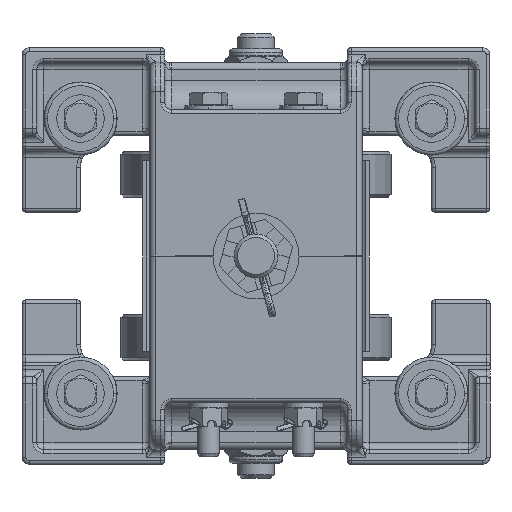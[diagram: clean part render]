
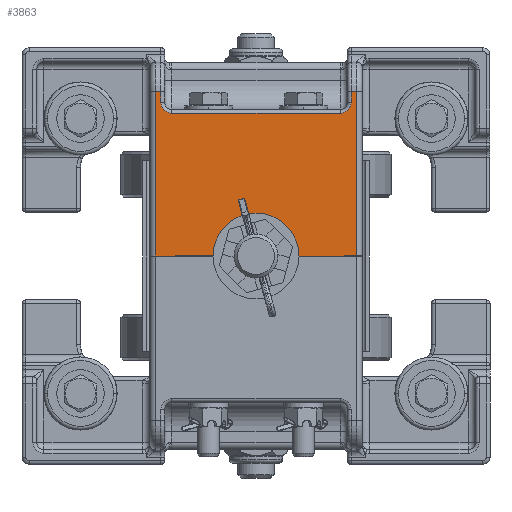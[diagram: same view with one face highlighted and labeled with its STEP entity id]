
A CAD part, front view. The second image highlights one B-rep face of the part: STEP entity #3863.
In plain terms, the highlighted face is planar.
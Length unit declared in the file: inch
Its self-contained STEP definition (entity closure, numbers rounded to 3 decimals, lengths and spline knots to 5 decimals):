
#2055=CARTESIAN_POINT('',(0.39062,1.78125,-4.5823));
#2056=VERTEX_POINT('',#2055);
#2065=CARTESIAN_POINT('',(-0.39063,1.78125,-4.5823));
#2066=VERTEX_POINT('',#2065);
#2067=CARTESIAN_POINT('',(0.,1.78125,-4.5823));
#2068=DIRECTION('',(0.0,0.0,1.0));
#2069=DIRECTION('',(1.0,0.0,0.0));
#2070=AXIS2_PLACEMENT_3D('',#2067,#2068,#2069);
#2071=CIRCLE('',#2070,0.39063);
#2072=EDGE_CURVE('',#2066,#2056,#2071,.T.);
#2145=CARTESIAN_POINT('',(-1.71875,1.78125,-4.5823));
#2146=VERTEX_POINT('',#2145);
#2147=CARTESIAN_POINT('',(-0.39063,1.78125,-4.5823));
#2148=DIRECTION('',(-1.0,0.0,0.0));
#2149=VECTOR('',#2148,1.32813);
#2150=LINE('',#2147,#2149);
#2151=EDGE_CURVE('',#2066,#2146,#2150,.T.);
#2735=CARTESIAN_POINT('',(1.625,-1.03125,-4.5823));
#2736=VERTEX_POINT('',#2735);
#2793=CARTESIAN_POINT('',(1.625,-0.84375,-4.5823));
#2794=VERTEX_POINT('',#2793);
#2802=CARTESIAN_POINT('',(1.625,-0.84375,-4.5823));
#2803=DIRECTION('',(0.0,-1.0,0.0));
#2804=VECTOR('',#2803,0.1875);
#2805=LINE('',#2802,#2804);
#2806=EDGE_CURVE('',#2794,#2736,#2805,.T.);
#2859=CARTESIAN_POINT('',(1.4375,-0.65625,-4.5823));
#2860=VERTEX_POINT('',#2859);
#2868=CARTESIAN_POINT('',(1.4375,-0.84375,-4.5823));
#2869=DIRECTION('',(0.,0.,-1.));
#2870=DIRECTION('',(0.707,0.707,0.));
#2871=AXIS2_PLACEMENT_3D('',#2868,#2869,#2870);
#2872=CIRCLE('',#2871,0.1875);
#2873=EDGE_CURVE('',#2860,#2794,#2872,.T.);
#2923=CARTESIAN_POINT('',(-1.4375,-0.65625,-4.5823));
#2924=VERTEX_POINT('',#2923);
#2932=CARTESIAN_POINT('',(-1.4375,-0.65625,-4.5823));
#2933=DIRECTION('',(1.0,0.0,0.0));
#2934=VECTOR('',#2933,2.875);
#2935=LINE('',#2932,#2934);
#2936=EDGE_CURVE('',#2924,#2860,#2935,.T.);
#2955=CARTESIAN_POINT('',(-1.625,-0.84375,-4.5823));
#2956=VERTEX_POINT('',#2955);
#2964=CARTESIAN_POINT('',(-1.4375,-0.84375,-4.5823));
#2965=DIRECTION('',(0.,0.,-1.0));
#2966=DIRECTION('',(-0.707,0.707,0.));
#2967=AXIS2_PLACEMENT_3D('',#2964,#2965,#2966);
#2968=CIRCLE('',#2967,0.1875);
#2969=EDGE_CURVE('',#2956,#2924,#2968,.T.);
#2989=CARTESIAN_POINT('',(-1.625,-1.03125,-4.5823));
#2990=VERTEX_POINT('',#2989);
#2998=CARTESIAN_POINT('',(-1.625,-1.03125,-4.5823));
#2999=DIRECTION('',(0.0,1.0,0.0));
#3000=VECTOR('',#2999,0.1875);
#3001=LINE('',#2998,#3000);
#3002=EDGE_CURVE('',#2990,#2956,#3001,.T.);
#3801=CARTESIAN_POINT('',(1.71875,-1.03125,-4.5823));
#3802=VERTEX_POINT('',#3801);
#3803=CARTESIAN_POINT('',(1.625,-1.03125,-4.5823));
#3804=DIRECTION('',(1.0,0.0,0.0));
#3805=VECTOR('',#3804,0.09375);
#3806=LINE('',#3803,#3805);
#3807=EDGE_CURVE('',#2736,#3802,#3806,.T.);
#3820=CARTESIAN_POINT('',(1.8125,1.78125,-4.5823));
#3821=DIRECTION('',(0.0,0.0,-1.0));
#3822=DIRECTION('',(-1.0,0.0,0.0));
#3823=AXIS2_PLACEMENT_3D('',#3820,#3821,#3822);
#3824=PLANE('',#3823);
#3825=ORIENTED_EDGE('',*,*,#2072,.T.);
#3826=CARTESIAN_POINT('',(1.71875,1.78125,-4.5823));
#3827=VERTEX_POINT('',#3826);
#3828=CARTESIAN_POINT('',(1.71875,1.78125,-4.5823));
#3829=DIRECTION('',(-1.0,0.0,0.0));
#3830=VECTOR('',#3829,1.32813);
#3831=LINE('',#3828,#3830);
#3832=EDGE_CURVE('',#3827,#2056,#3831,.T.);
#3833=ORIENTED_EDGE('',*,*,#3832,.F.);
#3834=CARTESIAN_POINT('',(1.71875,-1.03125,-4.5823));
#3835=DIRECTION('',(0.0,1.0,0.0));
#3836=VECTOR('',#3835,2.8125);
#3837=LINE('',#3834,#3836);
#3838=EDGE_CURVE('',#3802,#3827,#3837,.T.);
#3839=ORIENTED_EDGE('',*,*,#3838,.F.);
#3840=ORIENTED_EDGE('',*,*,#3807,.F.);
#3841=ORIENTED_EDGE('',*,*,#2806,.F.);
#3842=ORIENTED_EDGE('',*,*,#2873,.F.);
#3843=ORIENTED_EDGE('',*,*,#2936,.F.);
#3844=ORIENTED_EDGE('',*,*,#2969,.F.);
#3845=ORIENTED_EDGE('',*,*,#3002,.F.);
#3846=CARTESIAN_POINT('',(-1.71875,-1.03125,-4.5823));
#3847=VERTEX_POINT('',#3846);
#3848=CARTESIAN_POINT('',(-1.71875,-1.03125,-4.5823));
#3849=DIRECTION('',(1.0,0.0,0.0));
#3850=VECTOR('',#3849,0.09375);
#3851=LINE('',#3848,#3850);
#3852=EDGE_CURVE('',#3847,#2990,#3851,.T.);
#3853=ORIENTED_EDGE('',*,*,#3852,.F.);
#3854=CARTESIAN_POINT('',(-1.71875,1.78125,-4.5823));
#3855=DIRECTION('',(0.0,-1.0,0.0));
#3856=VECTOR('',#3855,2.8125);
#3857=LINE('',#3854,#3856);
#3858=EDGE_CURVE('',#2146,#3847,#3857,.T.);
#3859=ORIENTED_EDGE('',*,*,#3858,.F.);
#3860=ORIENTED_EDGE('',*,*,#2151,.F.);
#3861=EDGE_LOOP('',(#3825,#3833,#3839,#3840,#3841,#3842,#3843,#3844,#3845,#3853,#3859,#3860));
#3862=FACE_OUTER_BOUND('',#3861,.T.);
#3863=ADVANCED_FACE('',(#3862),#3824,.T.);
